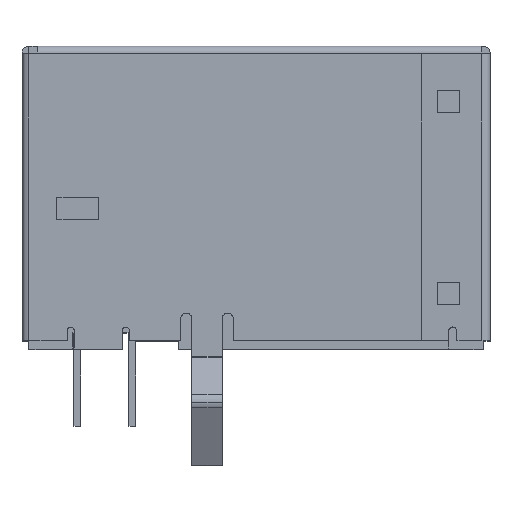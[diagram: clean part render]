
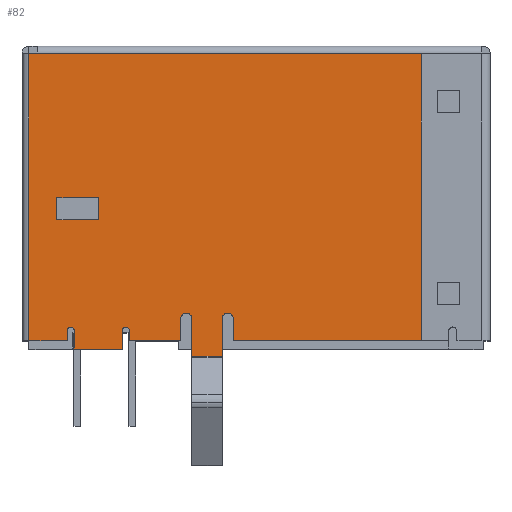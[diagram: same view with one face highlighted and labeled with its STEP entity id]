
A CAD part, top view. The second image highlights one B-rep face of the part: STEP entity #82.
In plain terms, the highlighted planar face has unit normal (0, 0, 1).
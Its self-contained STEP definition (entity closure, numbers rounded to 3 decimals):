
#82=ADVANCED_FACE('',(#377,#378),#379,.T.);
#377=FACE_OUTER_BOUND('',#937,.T.);
#378=FACE_BOUND('',#938,.T.);
#379=PLANE('',#939);
#937=EDGE_LOOP('',(#1616,#1617,#1618,#1619,#1620,#1621,#1622,#1623,#1624,#1625,#1626,#1627,#1628,#1629,#1630,#1631,#1632,#1633,#1634,#1635,#1636,#1637,#1638,#1639));
#938=EDGE_LOOP('',(#1640,#1641,#1642,#1643));
#939=AXIS2_PLACEMENT_3D('',#1644,#1645,#1646);
#1616=ORIENTED_EDGE('',*,*,#3777,.F.);
#1617=ORIENTED_EDGE('',*,*,#3778,.F.);
#1618=ORIENTED_EDGE('',*,*,#3779,.F.);
#1619=ORIENTED_EDGE('',*,*,#3780,.F.);
#1620=ORIENTED_EDGE('',*,*,#3781,.T.);
#1621=ORIENTED_EDGE('',*,*,#3782,.F.);
#1622=ORIENTED_EDGE('',*,*,#3783,.T.);
#1623=ORIENTED_EDGE('',*,*,#3784,.F.);
#1624=ORIENTED_EDGE('',*,*,#3785,.T.);
#1625=ORIENTED_EDGE('',*,*,#3786,.F.);
#1626=ORIENTED_EDGE('',*,*,#3787,.F.);
#1627=ORIENTED_EDGE('',*,*,#3788,.F.);
#1628=ORIENTED_EDGE('',*,*,#3789,.T.);
#1629=ORIENTED_EDGE('',*,*,#3790,.F.);
#1630=ORIENTED_EDGE('',*,*,#3791,.F.);
#1631=ORIENTED_EDGE('',*,*,#3792,.T.);
#1632=ORIENTED_EDGE('',*,*,#3793,.F.);
#1633=ORIENTED_EDGE('',*,*,#3794,.F.);
#1634=ORIENTED_EDGE('',*,*,#3795,.F.);
#1635=ORIENTED_EDGE('',*,*,#3796,.F.);
#1636=ORIENTED_EDGE('',*,*,#3797,.T.);
#1637=ORIENTED_EDGE('',*,*,#3798,.T.);
#1638=ORIENTED_EDGE('',*,*,#3799,.T.);
#1639=ORIENTED_EDGE('',*,*,#3776,.T.);
#1640=ORIENTED_EDGE('',*,*,#3800,.F.);
#1641=ORIENTED_EDGE('',*,*,#3801,.F.);
#1642=ORIENTED_EDGE('',*,*,#3802,.F.);
#1643=ORIENTED_EDGE('',*,*,#3803,.F.);
#1644=CARTESIAN_POINT('',(-8.375,5.5,5.75));
#1645=DIRECTION('',(0.0,0.0,1.0));
#1646=DIRECTION('',(1.0,0.0,0.0));
#3776=EDGE_CURVE('',#4585,#4587,#4589,.T.);
#3777=EDGE_CURVE('',#4590,#4587,#4591,.T.);
#3778=EDGE_CURVE('',#4592,#4590,#4593,.T.);
#3779=EDGE_CURVE('',#4594,#4592,#4595,.T.);
#3780=EDGE_CURVE('',#4596,#4594,#4597,.T.);
#3781=EDGE_CURVE('',#4596,#4598,#4599,.T.);
#3782=EDGE_CURVE('',#4600,#4598,#4601,.T.);
#3783=EDGE_CURVE('',#4600,#4602,#4603,.T.);
#3784=EDGE_CURVE('',#4604,#4602,#4605,.T.);
#3785=EDGE_CURVE('',#4604,#4606,#4607,.T.);
#3786=EDGE_CURVE('',#4608,#4606,#4609,.T.);
#3787=EDGE_CURVE('',#4610,#4608,#4611,.T.);
#3788=EDGE_CURVE('',#4612,#4610,#4613,.T.);
#3789=EDGE_CURVE('',#4612,#4614,#4615,.T.);
#3790=EDGE_CURVE('',#4616,#4614,#4617,.T.);
#3791=EDGE_CURVE('',#4618,#4616,#4619,.T.);
#3792=EDGE_CURVE('',#4618,#4620,#4621,.T.);
#3793=EDGE_CURVE('',#4622,#4620,#4623,.T.);
#3794=EDGE_CURVE('',#4624,#4622,#4625,.T.);
#3795=EDGE_CURVE('',#4626,#4624,#4627,.T.);
#3796=EDGE_CURVE('',#4628,#4626,#4629,.T.);
#3797=EDGE_CURVE('',#4628,#4630,#4631,.T.);
#3798=EDGE_CURVE('',#4630,#4632,#4633,.T.);
#3799=EDGE_CURVE('',#4632,#4585,#4634,.T.);
#3800=EDGE_CURVE('',#4635,#4636,#4637,.T.);
#3801=EDGE_CURVE('',#4638,#4635,#4639,.T.);
#3802=EDGE_CURVE('',#4640,#4638,#4641,.T.);
#3803=EDGE_CURVE('',#4636,#4640,#4642,.T.);
#4585=VERTEX_POINT('',#5828);
#4587=VERTEX_POINT('',#5830);
#4589=LINE('',#5832,#5833);
#4590=VERTEX_POINT('',#5834);
#4591=LINE('',#5835,#5836);
#4592=VERTEX_POINT('',#5837);
#4593=LINE('',#5838,#5839);
#4594=VERTEX_POINT('',#5840);
#4595=LINE('',#5841,#5842);
#4596=VERTEX_POINT('',#5843);
#4597=LINE('',#5844,#5845);
#4598=VERTEX_POINT('',#5846);
#4599=LINE('',#5847,#5848);
#4600=VERTEX_POINT('',#5849);
#4601=CIRCLE('',#5850,0.125);
#4602=VERTEX_POINT('',#5851);
#4603=LINE('',#5852,#5853);
#4604=VERTEX_POINT('',#5854);
#4605=LINE('',#5855,#5856);
#4606=VERTEX_POINT('',#5857);
#4607=LINE('',#5858,#5859);
#4608=VERTEX_POINT('',#5860);
#4609=CIRCLE('',#5861,0.125);
#4610=VERTEX_POINT('',#5862);
#4611=LINE('',#5863,#5864);
#4612=VERTEX_POINT('',#5865);
#4613=LINE('',#5866,#5867);
#4614=VERTEX_POINT('',#5868);
#4615=LINE('',#5869,#5870);
#4616=VERTEX_POINT('',#5871);
#4617=CIRCLE('',#5872,0.2);
#4618=VERTEX_POINT('',#5873);
#4619=LINE('',#5874,#5875);
#4620=VERTEX_POINT('',#5876);
#4621=LINE('',#5877,#5878);
#4622=VERTEX_POINT('',#5879);
#4623=LINE('',#5880,#5881);
#4624=VERTEX_POINT('',#5882);
#4625=CIRCLE('',#5883,0.2);
#4626=VERTEX_POINT('',#5884);
#4627=LINE('',#5885,#5886);
#4628=VERTEX_POINT('',#5887);
#4629=LINE('',#5888,#5889);
#4630=VERTEX_POINT('',#5890);
#4631=LINE('',#5891,#5892);
#4632=VERTEX_POINT('',#5893);
#4633=LINE('',#5894,#5895);
#4634=LINE('',#5896,#5897);
#4635=VERTEX_POINT('',#5898);
#4636=VERTEX_POINT('',#5899);
#4637=LINE('',#5900,#5901);
#4638=VERTEX_POINT('',#5902);
#4639=LINE('',#5903,#5904);
#4640=VERTEX_POINT('',#5905);
#4641=LINE('',#5906,#5907);
#4642=LINE('',#5908,#5909);
#5828=CARTESIAN_POINT('',(8.075,5.25,5.75));
#5830=CARTESIAN_POINT('',(-8.075,5.25,5.75));
#5832=CARTESIAN_POINT('',(8.075,5.25,5.75));
#5833=VECTOR('',#7562,16.15);
#5834=CARTESIAN_POINT('',(-8.075,5.225,5.75));
#5835=CARTESIAN_POINT('',(-8.075,5.225,5.75));
#5836=VECTOR('',#7563,0.025);
#5837=CARTESIAN_POINT('',(-8.375,5.225,5.75));
#5838=CARTESIAN_POINT('',(-8.375,5.225,5.75));
#5839=VECTOR('',#7564,0.3);
#5840=CARTESIAN_POINT('',(-8.375,-5.2,5.75));
#5841=CARTESIAN_POINT('',(-8.375,-5.2,5.75));
#5842=VECTOR('',#7565,10.425);
#5843=CARTESIAN_POINT('',(-6.98,-5.2,5.75));
#5844=CARTESIAN_POINT('',(-6.98,-5.2,5.75));
#5845=VECTOR('',#7566,1.395);
#5846=CARTESIAN_POINT('',(-6.98,-4.825,5.75));
#5847=CARTESIAN_POINT('',(-6.98,-5.2,5.75));
#5848=VECTOR('',#7567,0.375);
#5849=CARTESIAN_POINT('',(-6.73,-4.825,5.75));
#5850=AXIS2_PLACEMENT_3D('',#7568,#7569,#7570);
#5851=CARTESIAN_POINT('',(-6.73,-5.5,5.75));
#5852=CARTESIAN_POINT('',(-6.73,-4.825,5.75));
#5853=VECTOR('',#7571,0.675);
#5854=CARTESIAN_POINT('',(-4.98,-5.5,5.75));
#5855=CARTESIAN_POINT('',(-4.98,-5.5,5.75));
#5856=VECTOR('',#7572,1.75);
#5857=CARTESIAN_POINT('',(-4.98,-4.825,5.75));
#5858=CARTESIAN_POINT('',(-4.98,-5.5,5.75));
#5859=VECTOR('',#7573,0.675);
#5860=CARTESIAN_POINT('',(-4.73,-4.825,5.75));
#5861=AXIS2_PLACEMENT_3D('',#7574,#7575,#7576);
#5862=CARTESIAN_POINT('',(-4.73,-5.2,5.75));
#5863=CARTESIAN_POINT('',(-4.73,-5.2,5.75));
#5864=VECTOR('',#7577,0.375);
#5865=CARTESIAN_POINT('',(-2.855,-5.2,5.75));
#5866=CARTESIAN_POINT('',(-2.855,-5.2,5.75));
#5867=VECTOR('',#7578,1.875);
#5868=CARTESIAN_POINT('',(-2.855,-4.4,5.75));
#5869=CARTESIAN_POINT('',(-2.855,-5.2,5.75));
#5870=VECTOR('',#7579,0.8);
#5871=CARTESIAN_POINT('',(-2.455,-4.4,5.75));
#5872=AXIS2_PLACEMENT_3D('',#7580,#7581,#7582);
#5873=CARTESIAN_POINT('',(-2.455,-5.76,5.75));
#5874=CARTESIAN_POINT('',(-2.455,-5.76,5.75));
#5875=VECTOR('',#7583,1.36);
#5876=CARTESIAN_POINT('',(-1.355,-5.76,5.75));
#5877=CARTESIAN_POINT('',(-2.455,-5.76,5.75));
#5878=VECTOR('',#7584,1.1);
#5879=CARTESIAN_POINT('',(-1.355,-4.4,5.75));
#5880=CARTESIAN_POINT('',(-1.355,-4.4,5.75));
#5881=VECTOR('',#7585,1.36);
#5882=CARTESIAN_POINT('',(-0.955,-4.4,5.75));
#5883=AXIS2_PLACEMENT_3D('',#7586,#7587,#7588);
#5884=CARTESIAN_POINT('',(-0.955,-5.2,5.75));
#5885=CARTESIAN_POINT('',(-0.955,-5.2,5.75));
#5886=VECTOR('',#7589,0.8);
#5887=CARTESIAN_POINT('',(5.875,-5.2,5.75));
#5888=CARTESIAN_POINT('',(5.875,-5.2,5.75));
#5889=VECTOR('',#7590,6.83);
#5890=CARTESIAN_POINT('',(5.875,5.225,5.75));
#5891=CARTESIAN_POINT('',(5.875,-5.2,5.75));
#5892=VECTOR('',#7591,10.425);
#5893=CARTESIAN_POINT('',(8.075,5.225,5.75));
#5894=CARTESIAN_POINT('',(5.875,5.225,5.75));
#5895=VECTOR('',#7592,2.2);
#5896=CARTESIAN_POINT('',(8.075,5.225,5.75));
#5897=VECTOR('',#7593,0.025);
#5898=CARTESIAN_POINT('',(-5.855,0.0,5.75));
#5899=CARTESIAN_POINT('',(-7.355,0.0,5.75));
#5900=CARTESIAN_POINT('',(-5.855,0.0,5.75));
#5901=VECTOR('',#7594,1.5);
#5902=CARTESIAN_POINT('',(-5.855,-0.8,5.75));
#5903=CARTESIAN_POINT('',(-5.855,-0.8,5.75));
#5904=VECTOR('',#7595,0.8);
#5905=CARTESIAN_POINT('',(-7.355,-0.8,5.75));
#5906=CARTESIAN_POINT('',(-7.355,-0.8,5.75));
#5907=VECTOR('',#7596,1.5);
#5908=CARTESIAN_POINT('',(-7.355,0.0,5.75));
#5909=VECTOR('',#7597,0.8);
#7562=DIRECTION('',(-1.0,0.0,0.0));
#7563=DIRECTION('',(0.0,1.0,0.0));
#7564=DIRECTION('',(1.0,0.0,0.0));
#7565=DIRECTION('',(0.0,1.0,0.0));
#7566=DIRECTION('',(-1.0,0.0,0.0));
#7567=DIRECTION('',(0.0,1.0,0.0));
#7568=CARTESIAN_POINT('',(-6.855,-4.825,5.75));
#7569=DIRECTION('',(0.0,-0.0,1.0));
#7570=DIRECTION('',(1.0,0.,0.0));
#7571=DIRECTION('',(0.0,-1.0,0.0));
#7572=DIRECTION('',(-1.0,0.0,0.0));
#7573=DIRECTION('',(0.0,1.0,0.0));
#7574=CARTESIAN_POINT('',(-4.855,-4.825,5.75));
#7575=DIRECTION('',(0.0,0.0,1.0));
#7576=DIRECTION('',(1.0,0.,0.0));
#7577=DIRECTION('',(0.0,1.0,0.0));
#7578=DIRECTION('',(-1.0,0.0,0.0));
#7579=DIRECTION('',(0.0,1.0,0.0));
#7580=CARTESIAN_POINT('',(-2.655,-4.4,5.75));
#7581=DIRECTION('',(0.0,0.0,1.0));
#7582=DIRECTION('',(1.0,0.0,0.0));
#7583=DIRECTION('',(0.0,1.0,0.0));
#7584=DIRECTION('',(1.0,0.0,0.0));
#7585=DIRECTION('',(0.0,-1.0,0.0));
#7586=CARTESIAN_POINT('',(-1.155,-4.4,5.75));
#7587=DIRECTION('',(0.0,0.0,1.0));
#7588=DIRECTION('',(1.0,0.0,0.0));
#7589=DIRECTION('',(0.0,1.0,0.0));
#7590=DIRECTION('',(-1.0,0.0,0.0));
#7591=DIRECTION('',(0.0,1.0,0.0));
#7592=DIRECTION('',(1.0,0.0,0.0));
#7593=DIRECTION('',(0.,1.0,0.0));
#7594=DIRECTION('',(-1.0,0.0,0.0));
#7595=DIRECTION('',(0.0,1.0,0.0));
#7596=DIRECTION('',(1.0,0.0,0.0));
#7597=DIRECTION('',(0.0,-1.0,0.0));
